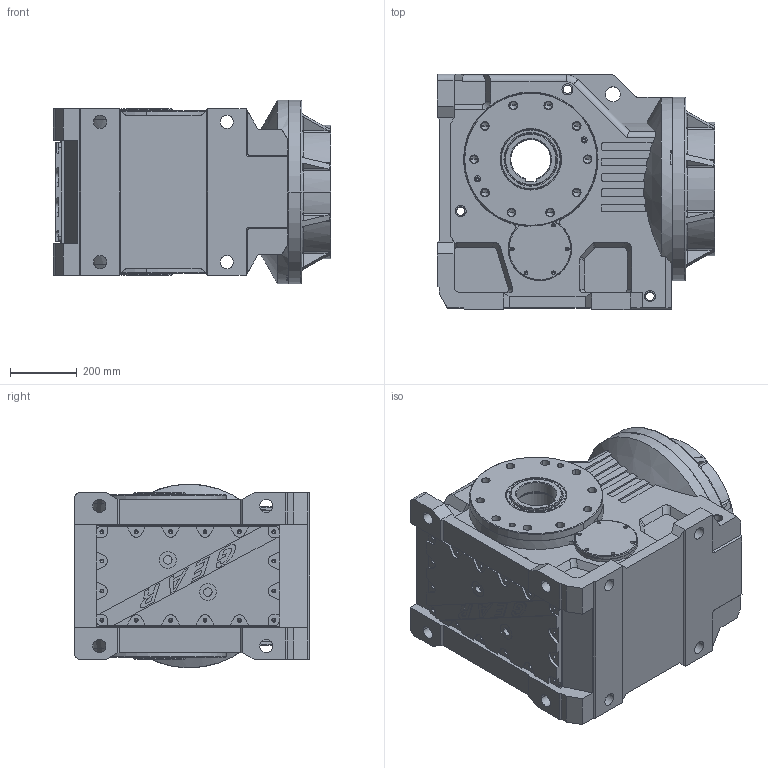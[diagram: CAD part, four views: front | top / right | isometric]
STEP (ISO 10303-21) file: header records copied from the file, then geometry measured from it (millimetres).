
FILE_DESCRIPTION(/* description */ (''),/* implementation_level */ '2;1');
FILE_NAME(/* name */ 'KA157- 79.75-200B5.stp',/* time_stamp */ '2023-11-03T15:25:23+08:00',/* author */ (''),/* organization */ (''),/* preprocessor_version */ 'ST-DEVELOPER v16.7',/* originating_system */ 'SIEMENS PLM Software NX 12.0',/* authorisation */ '');
FILE_SCHEMA (('AUTOMOTIVE_DESIGN { 1 0 10303 214 3 1 1 1 }'));
Length unit declared in the file: millimetre
Products named in the file (15): 32232_ASM_1_ASM; GKA157-08_1; GK157-10_1; GK157-34_1; GK157-07_1; 80X125X12; GT157LK38M-A; 6016ZC; T157M; 155X180X15_1; GK157-31_2; GK157-ZHOU-04_ASM_1_ASM; ASM0061_ASM_1_ASM; GT157M_stp; gkaf157-zpt_stp
Assembly tree (19 placements, depth 4):
  gkaf157-zpt_stp
    GT157M_stp
      T157M
      6016ZC  x2
      GT157LK38M-A
      80X125X12
    ASM0061_ASM_1_ASM
      GK157-07_1
      GK157-ZHOU-04_ASM_1_ASM
        GKA157-08_1
        32232_ASM_1_ASM  x2
      GK157-34_1  x2
      GK157-31_2
      GK157-10_1
      155X180X15_1
    GK157-31_2
    155X180X15_1
Bounding box: 831 x 705 x 550 mm (x, y, z)
Volume: 82903129.2 mm3; surface area: 7462379.4 mm2
Topology: 42 solids, 42 shells, 1750 faces, 4778 edges, 3027 vertices
Faces by surface type: cylinder 755, plane 586, cone 218, torus 80, sphere 71, extrusion 35, bspline 5
Entity records: 51067 total; most frequent: CARTESIAN_POINT 9791, DIRECTION 8918, ORIENTED_EDGE 8320, EDGE_CURVE 4160, AXIS2_PLACEMENT_3D 3387, VERTEX_POINT 2753, VECTOR 2144, LINE 2109
